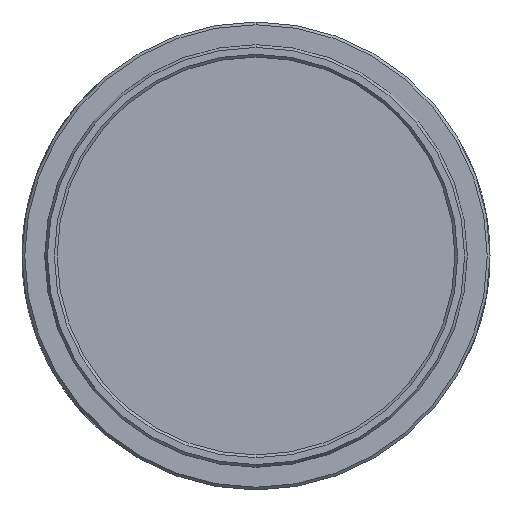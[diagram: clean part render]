
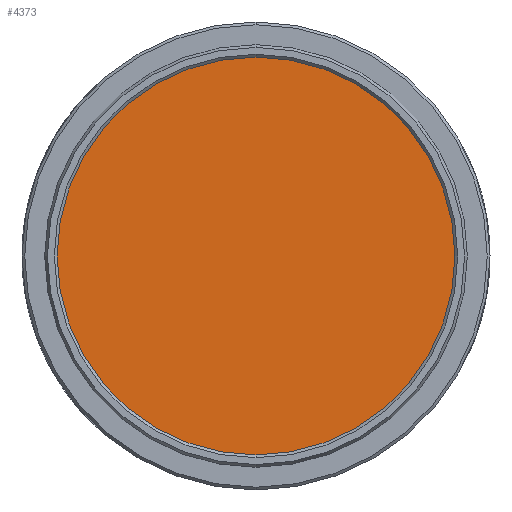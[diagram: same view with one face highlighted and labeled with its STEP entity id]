
A CAD part, left-side view. The second image highlights one B-rep face of the part: STEP entity #4373.
In plain terms, the highlighted planar face has unit normal (-1, 0, 0).
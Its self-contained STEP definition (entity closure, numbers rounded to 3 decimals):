
#173 = DIRECTION ( 'NONE',  ( 1., 0., 0. ) ) ;
#300 = EDGE_LOOP ( 'NONE', ( #8007, #4562 ) ) ;
#744 = VERTEX_POINT ( 'NONE', #11014 ) ;
#1117 = CARTESIAN_POINT ( 'NONE',  ( 10.04, 24.42, 51.575 ) ) ;
#2036 = AXIS2_PLACEMENT_3D ( 'NONE', #3040, #173, #10093 ) ;
#2839 = CARTESIAN_POINT ( 'NONE',  ( 10.04, 24.42, 32.725 ) ) ;
#3040 = CARTESIAN_POINT ( 'NONE',  ( 10.04, 24.42, 32.725 ) ) ;
#3135 = CARTESIAN_POINT ( 'NONE',  ( 10.04, 24.42, 32.725 ) ) ;
#3711 = FACE_OUTER_BOUND ( 'NONE', #300, .T. ) ;
#4321 = EDGE_CURVE ( 'NONE', #744, #8204, #8759, .T. ) ;
#4373 = ADVANCED_FACE ( 'NONE', ( #3711 ), #7044, .F. ) ;
#4562 = ORIENTED_EDGE ( 'NONE', *, *, #4609, .T. ) ;
#4609 = EDGE_CURVE ( 'NONE', #8204, #744, #5673, .T. ) ;
#4659 = DIRECTION ( 'NONE',  ( -1., 0., 0. ) ) ;
#5673 = CIRCLE ( 'NONE', #8287, 18.85 ) ;
#6637 = DIRECTION ( 'NONE',  ( 0., 0., -1. ) ) ;
#7044 = PLANE ( 'NONE',  #2036 ) ;
#7314 = AXIS2_PLACEMENT_3D ( 'NONE', #2839, #4659, #7915 ) ;
#7915 = DIRECTION ( 'NONE',  ( 0., 0., -1. ) ) ;
#8007 = ORIENTED_EDGE ( 'NONE', *, *, #4321, .T. ) ;
#8204 = VERTEX_POINT ( 'NONE', #1117 ) ;
#8287 = AXIS2_PLACEMENT_3D ( 'NONE', #3135, #9329, #6637 ) ;
#8759 = CIRCLE ( 'NONE', #7314, 18.85 ) ;
#9329 = DIRECTION ( 'NONE',  ( -1., 0., 0. ) ) ;
#10093 = DIRECTION ( 'NONE',  ( 0., 0., -1. ) ) ;
#11014 = CARTESIAN_POINT ( 'NONE',  ( 10.04, 24.42, 13.875 ) ) ;
